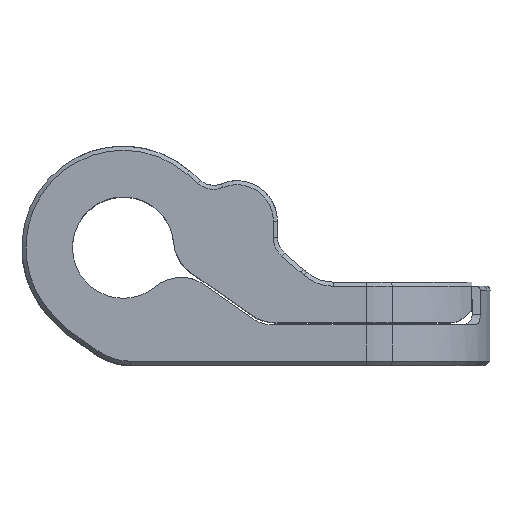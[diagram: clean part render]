
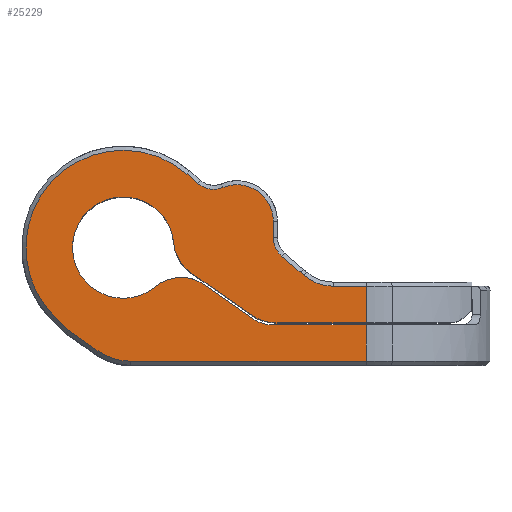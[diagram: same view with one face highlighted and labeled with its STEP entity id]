
A CAD part, top view. The second image highlights one B-rep face of the part: STEP entity #25229.
In plain terms, the highlighted planar face has unit normal (0, 0, 1).
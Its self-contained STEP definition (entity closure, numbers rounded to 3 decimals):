
#8612=DIRECTION('',(-1.,0.,0.));
#8613=VECTOR('',#8612,0.248);
#8614=CARTESIAN_POINT('',(7.548,-3.8,6.45));
#8615=LINE('',#8614,#8613);
#8616=CARTESIAN_POINT('',(7.521,-1.6,6.45));
#8617=DIRECTION('',(0.,0.,1.));
#8618=DIRECTION('',(-0.574,-0.819,0.));
#8619=AXIS2_PLACEMENT_3D('',#8616,#8617,#8618);
#8621=DIRECTION('',(0.819,-0.574,0.));
#8622=VECTOR('',#8621,3.64);
#8623=CARTESIAN_POINT('',(3.334,-1.232,6.45));
#8624=LINE('',#8623,#8622);
#8625=CARTESIAN_POINT('',(4.482,0.406,6.45));
#8626=DIRECTION('',(0.,0.,1.));
#8627=DIRECTION('',(-0.996,-0.09,0.));
#8628=AXIS2_PLACEMENT_3D('',#8625,#8626,#8627);
#8630=CARTESIAN_POINT('',(2.867,-3.469,6.45));
#8631=DIRECTION('',(0.,0.,1.));
#8632=DIRECTION('',(0.574,0.819,0.));
#8633=AXIS2_PLACEMENT_3D('',#8630,#8631,#8632);
#8635=DIRECTION('',(-0.819,0.574,0.));
#8636=VECTOR('',#8635,2.961);
#8637=CARTESIAN_POINT('',(6.44,-3.529,6.45));
#8638=LINE('',#8637,#8636);
#8639=DIRECTION('',(0.819,-0.574,0.));
#8640=VECTOR('',#8639,1.78);
#8641=CARTESIAN_POINT('',(-2.702,-4.073,6.45));
#8642=LINE('',#8641,#8640);
#8643=DIRECTION('',(0.714,-0.7,0.));
#8644=VECTOR('',#8643,0.92);
#8645=CARTESIAN_POINT('',(-3.359,-3.429,6.45));
#8646=LINE('',#8645,#8644);
#8647=CARTESIAN_POINT('',(0.,0.,6.45));
#8648=DIRECTION('',(0.,0.,1.));
#8649=DIRECTION('',(0.655,0.756,0.));
#8650=AXIS2_PLACEMENT_3D('',#8647,#8648,#8649);
#8652=DIRECTION('',(-0.756,0.655,0.));
#8653=VECTOR('',#8652,0.704);
#8654=CARTESIAN_POINT('',(3.674,3.168,6.45));
#8655=LINE('',#8654,#8653);
#8656=CARTESIAN_POINT('',(4.46,4.075,6.45));
#8657=DIRECTION('',(0.,0.,-1.));
#8658=DIRECTION('',(0.38,-0.925,0.));
#8659=AXIS2_PLACEMENT_3D('',#8656,#8657,#8658);
#8661=CARTESIAN_POINT('',(5.601,1.3,6.45));
#8662=DIRECTION('',(0.,0.,1.));
#8663=DIRECTION('',(1.,0.,0.));
#8664=AXIS2_PLACEMENT_3D('',#8661,#8662,#8663);
#8666=DIRECTION('',(0.,1.,0.));
#8667=VECTOR('',#8666,0.812);
#8668=CARTESIAN_POINT('',(7.401,0.488,6.45));
#8669=LINE('',#8668,#8667);
#8670=CARTESIAN_POINT('',(8.601,0.488,6.45));
#8671=DIRECTION('',(0.,0.,-1.));
#8672=DIRECTION('',(-0.655,-0.756,0.));
#8673=AXIS2_PLACEMENT_3D('',#8670,#8671,#8672);
#8675=DIRECTION('',(-0.756,0.655,0.));
#8676=VECTOR('',#8675,1.256);
#8677=CARTESIAN_POINT('',(8.764,-1.241,6.45));
#8678=LINE('',#8677,#8676);
#8679=CARTESIAN_POINT('',(10.532,0.8,6.45));
#8680=DIRECTION('',(0.,0.,-1.));
#8681=DIRECTION('',(-0.599,-0.801,0.));
#8682=AXIS2_PLACEMENT_3D('',#8679,#8680,#8681);
#8684=CARTESIAN_POINT('',(10.356,0.3,6.45));
#8685=DIRECTION('',(0.,0.,-1.));
#8686=DIRECTION('',(0.,-1.,0.));
#8687=AXIS2_PLACEMENT_3D('',#8684,#8685,#8686);
#8689=DIRECTION('',(-1.,0.,0.));
#8690=VECTOR('',#8689,1.628);
#8691=CARTESIAN_POINT('',(11.984,-1.9,6.45));
#8692=LINE('',#8691,#8690);
#8693=DIRECTION('',(0.,1.,0.));
#8694=VECTOR('',#8693,1.8);
#8695=CARTESIAN_POINT('',(11.984,-3.7,6.45));
#8696=LINE('',#8695,#8694);
#8697=DIRECTION('',(1.,0.,0.));
#8698=VECTOR('',#8697,4.383);
#8699=CARTESIAN_POINT('',(7.601,-3.7,6.45));
#8700=LINE('',#8699,#8698);
#8701=DIRECTION('',(-1.,0.,0.));
#8702=VECTOR('',#8701,4.383);
#8703=CARTESIAN_POINT('',(11.984,-3.8,6.45));
#8704=LINE('',#8703,#8702);
#8705=DIRECTION('',(0.,1.,0.));
#8706=VECTOR('',#8705,1.8);
#8707=CARTESIAN_POINT('',(11.984,-5.6,6.45));
#8708=LINE('',#8707,#8706);
#8709=DIRECTION('',(1.,0.,0.));
#8710=VECTOR('',#8709,11.622);
#8711=CARTESIAN_POINT('',(0.362,-5.6,6.45));
#8712=LINE('',#8711,#8710);
#8713=CARTESIAN_POINT('',(0.362,-2.8,6.45));
#8714=DIRECTION('',(0.,0.,1.));
#8715=DIRECTION('',(-0.574,-0.819,0.));
#8716=AXIS2_PLACEMENT_3D('',#8713,#8714,#8715);
#8722=DIRECTION('',(0.499,-0.867,0.));
#8723=VECTOR('',#8722,0.116);
#8724=CARTESIAN_POINT('',(7.491,-3.7,6.45));
#8725=LINE('',#8724,#8723);
#8758=DIRECTION('',(0.,-1.,0.));
#8759=VECTOR('',#8758,0.1);
#8760=CARTESIAN_POINT('',(7.601,-3.7,6.45));
#8761=LINE('',#8760,#8759);
#9988=CARTESIAN_POINT('',(0.,0.,6.45));
#9989=DIRECTION('',(0.,0.,-1.));
#9990=DIRECTION('',(0.637,-0.771,0.));
#9991=AXIS2_PLACEMENT_3D('',#9988,#9989,#9990);
#10432=CARTESIAN_POINT('',(7.3,-2.3,6.45));
#10433=DIRECTION('',(0.,0.,-1.));
#10434=DIRECTION('',(0.,-1.,0.));
#10435=AXIS2_PLACEMENT_3D('',#10432,#10433,#10434);
#10689=CARTESIAN_POINT('',(4.014,-1.83,6.45));
#10690=VERTEX_POINT('',#10689);
#10691=CARTESIAN_POINT('',(1.593,-1.927,6.45));
#10692=VERTEX_POINT('',#10691);
#10697=CARTESIAN_POINT('',(2.49,0.226,6.45));
#10698=CARTESIAN_POINT('',(3.334,-1.232,6.45));
#10699=VERTEX_POINT('',#10697);
#10700=VERTEX_POINT('',#10698);
#10713=CARTESIAN_POINT('',(6.316,-3.32,6.45));
#10714=VERTEX_POINT('',#10713);
#10716=CARTESIAN_POINT('',(6.44,-3.529,6.45));
#10718=VERTEX_POINT('',#10716);
#10720=CARTESIAN_POINT('',(7.3,-3.8,6.45));
#10722=VERTEX_POINT('',#10720);
#12861=CARTESIAN_POINT('',(11.984,-3.8,6.45));
#12863=VERTEX_POINT('',#12861);
#12866=CARTESIAN_POINT('',(11.984,-3.7,6.45));
#12868=VERTEX_POINT('',#12866);
#12917=CARTESIAN_POINT('',(-2.702,-4.073,6.45));
#12918=CARTESIAN_POINT('',(-1.244,-5.094,6.45));
#12919=VERTEX_POINT('',#12917);
#12920=VERTEX_POINT('',#12918);
#12925=CARTESIAN_POINT('',(0.362,-5.6,6.45));
#12926=VERTEX_POINT('',#12925);
#12929=CARTESIAN_POINT('',(11.984,-5.6,6.45));
#12930=VERTEX_POINT('',#12929);
#12971=CARTESIAN_POINT('',(11.984,-1.9,6.45));
#12972=VERTEX_POINT('',#12971);
#13013=CARTESIAN_POINT('',(10.356,-1.9,6.45));
#13014=VERTEX_POINT('',#13013);
#13015=CARTESIAN_POINT('',(8.916,-1.363,6.45));
#13016=VERTEX_POINT('',#13015);
#13019=CARTESIAN_POINT('',(-3.359,-3.429,6.45));
#13020=VERTEX_POINT('',#13019);
#13021=CARTESIAN_POINT('',(3.143,3.628,6.45));
#13022=VERTEX_POINT('',#13021);
#13023=CARTESIAN_POINT('',(3.674,3.168,6.45));
#13024=VERTEX_POINT('',#13023);
#13025=CARTESIAN_POINT('',(4.916,2.965,6.45));
#13026=VERTEX_POINT('',#13025);
#13027=CARTESIAN_POINT('',(7.401,1.3,6.45));
#13028=VERTEX_POINT('',#13027);
#13029=CARTESIAN_POINT('',(7.401,0.488,6.45));
#13030=VERTEX_POINT('',#13029);
#13031=CARTESIAN_POINT('',(7.815,-0.419,6.45));
#13032=VERTEX_POINT('',#13031);
#13033=CARTESIAN_POINT('',(8.764,-1.241,6.45));
#13034=VERTEX_POINT('',#13033);
#13065=CARTESIAN_POINT('',(7.491,-3.7,6.45));
#13066=CARTESIAN_POINT('',(7.548,-3.8,6.45));
#13067=VERTEX_POINT('',#13065);
#13068=VERTEX_POINT('',#13066);
#13393=CARTESIAN_POINT('',(7.601,-3.8,6.45));
#13394=VERTEX_POINT('',#13393);
#13399=CARTESIAN_POINT('',(7.601,-3.7,6.45));
#13400=VERTEX_POINT('',#13399);
#25168=CARTESIAN_POINT('',(0.,0.,6.45));
#25169=DIRECTION('',(0.,0.,1.));
#25170=DIRECTION('',(1.,0.,0.));
#25171=AXIS2_PLACEMENT_3D('',#25168,#25169,#25170);
#25172=PLANE('',#25171);
#25174=ORIENTED_EDGE('',*,*,#25173,.F.);
#25176=ORIENTED_EDGE('',*,*,#25175,.F.);
#25178=ORIENTED_EDGE('',*,*,#25177,.F.);
#25180=ORIENTED_EDGE('',*,*,#25179,.F.);
#25182=ORIENTED_EDGE('',*,*,#25181,.F.);
#25184=ORIENTED_EDGE('',*,*,#25183,.F.);
#25186=ORIENTED_EDGE('',*,*,#25185,.F.);
#25188=ORIENTED_EDGE('',*,*,#25187,.F.);
#25190=ORIENTED_EDGE('',*,*,#25189,.F.);
#25192=ORIENTED_EDGE('',*,*,#25191,.F.);
#25194=ORIENTED_EDGE('',*,*,#25193,.F.);
#25196=ORIENTED_EDGE('',*,*,#25195,.F.);
#25197=ORIENTED_EDGE('',*,*,#25162,.F.);
#25198=ORIENTED_EDGE('',*,*,#13582,.F.);
#25200=ORIENTED_EDGE('',*,*,#25199,.T.);
#25201=ORIENTED_EDGE('',*,*,#24982,.F.);
#25203=ORIENTED_EDGE('',*,*,#25202,.F.);
#25205=ORIENTED_EDGE('',*,*,#25204,.F.);
#25207=ORIENTED_EDGE('',*,*,#25206,.F.);
#25208=EDGE_LOOP('',(#25174,#25176,#25178,#25180,#25182,#25184,#25186,#25188,
#25190,#25192,#25194,#25196,#25197,#25198,#25200,#25201,#25203,#25205,#25207));
#25209=FACE_OUTER_BOUND('',#25208,.F.);
#25210=ORIENTED_EDGE('',*,*,#24990,.F.);
#25212=ORIENTED_EDGE('',*,*,#25211,.F.);
#25214=ORIENTED_EDGE('',*,*,#25213,.F.);
#25216=ORIENTED_EDGE('',*,*,#25215,.F.);
#25218=ORIENTED_EDGE('',*,*,#25217,.F.);
#25220=ORIENTED_EDGE('',*,*,#25219,.F.);
#25222=ORIENTED_EDGE('',*,*,#25221,.F.);
#25224=ORIENTED_EDGE('',*,*,#25223,.F.);
#25226=ORIENTED_EDGE('',*,*,#25225,.F.);
#25227=EDGE_LOOP('',(#25210,#25212,#25214,#25216,#25218,#25220,#25222,#25224,
#25226));
#25228=FACE_BOUND('',#25227,.F.);
#25229=ADVANCED_FACE('',(#25209,#25228),#25172,.T.);
#8620=CIRCLE('',#8619,2.1);
#8629=CIRCLE('',#8628,2.);
#8634=CIRCLE('',#8633,2.);
#8651=CIRCLE('',#8650,4.8);
#8660=CIRCLE('',#8659,1.2);
#8665=CIRCLE('',#8664,1.8);
#8674=CIRCLE('',#8673,1.2);
#8683=CIRCLE('',#8682,2.7);
#8688=CIRCLE('',#8687,2.2);
#8717=CIRCLE('',#8716,2.8);
#9992=CIRCLE('',#9991,2.5);
#10436=CIRCLE('',#10435,1.5);
#13582=EDGE_CURVE('',#13400,#12868,#8700,.T.);
#24982=EDGE_CURVE('',#12863,#13394,#8704,.T.);
#24990=EDGE_CURVE('',#13068,#10722,#8615,.T.);
#25162=EDGE_CURVE('',#12868,#12972,#8696,.T.);
#25173=EDGE_CURVE('',#12919,#12920,#8642,.T.);
#25175=EDGE_CURVE('',#13020,#12919,#8646,.T.);
#25177=EDGE_CURVE('',#13022,#13020,#8651,.T.);
#25179=EDGE_CURVE('',#13024,#13022,#8655,.T.);
#25181=EDGE_CURVE('',#13026,#13024,#8660,.T.);
#25183=EDGE_CURVE('',#13028,#13026,#8665,.T.);
#25185=EDGE_CURVE('',#13030,#13028,#8669,.T.);
#25187=EDGE_CURVE('',#13032,#13030,#8674,.T.);
#25189=EDGE_CURVE('',#13034,#13032,#8678,.T.);
#25191=EDGE_CURVE('',#13016,#13034,#8683,.T.);
#25193=EDGE_CURVE('',#13014,#13016,#8688,.T.);
#25195=EDGE_CURVE('',#12972,#13014,#8692,.T.);
#25199=EDGE_CURVE('',#13400,#13394,#8761,.T.);
#25202=EDGE_CURVE('',#12930,#12863,#8708,.T.);
#25204=EDGE_CURVE('',#12926,#12930,#8712,.T.);
#25206=EDGE_CURVE('',#12920,#12926,#8717,.T.);
#25211=EDGE_CURVE('',#13067,#13068,#8725,.T.);
#25213=EDGE_CURVE('',#10714,#13067,#8620,.T.);
#25215=EDGE_CURVE('',#10700,#10714,#8624,.T.);
#25217=EDGE_CURVE('',#10699,#10700,#8629,.T.);
#25219=EDGE_CURVE('',#10692,#10699,#9992,.T.);
#25221=EDGE_CURVE('',#10690,#10692,#8634,.T.);
#25223=EDGE_CURVE('',#10718,#10690,#8638,.T.);
#25225=EDGE_CURVE('',#10722,#10718,#10436,.T.);
